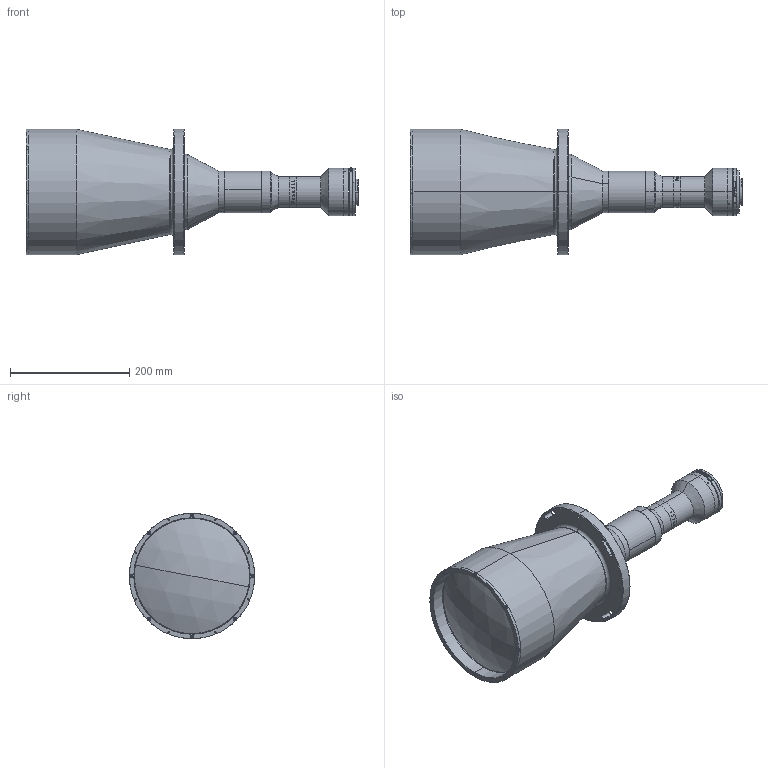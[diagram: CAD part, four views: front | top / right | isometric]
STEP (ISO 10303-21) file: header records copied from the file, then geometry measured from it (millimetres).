
FILE_DESCRIPTION (( 'STEP AP203' ), '1' );
FILE_NAME ('XF-PTL18235-F.STEP', '2019-07-23T05:28:08', ( 'puyufan' ), ( '' ), 'SwSTEP 2.0', 'SolidWorks 2014', '' );
FILE_SCHEMA (( 'CONFIG_CONTROL_DESIGN' ));
Length unit declared in the file: millimetre
Products named in the file (1): XF-PTL18235-F
Bounding box: 555.78 x 210 x 210 mm (x, y, z)
Surface area: 353408 mm2 (no closed solid volume)
Topology: 0 solids, 44 shells, 311 faces, 1431 edges, 1154 vertices
Faces by surface type: cylinder 144, plane 104, cone 42, torus 16, sphere 4, bspline 1
Entity records: 20645 total; most frequent: CARTESIAN_POINT 9261, DIRECTION 2323, ORIENTED_EDGE 2027, EDGE_CURVE 1429, VERTEX_POINT 1154, AXIS2_PLACEMENT_3D 878, LINE 567, CIRCLE 567
